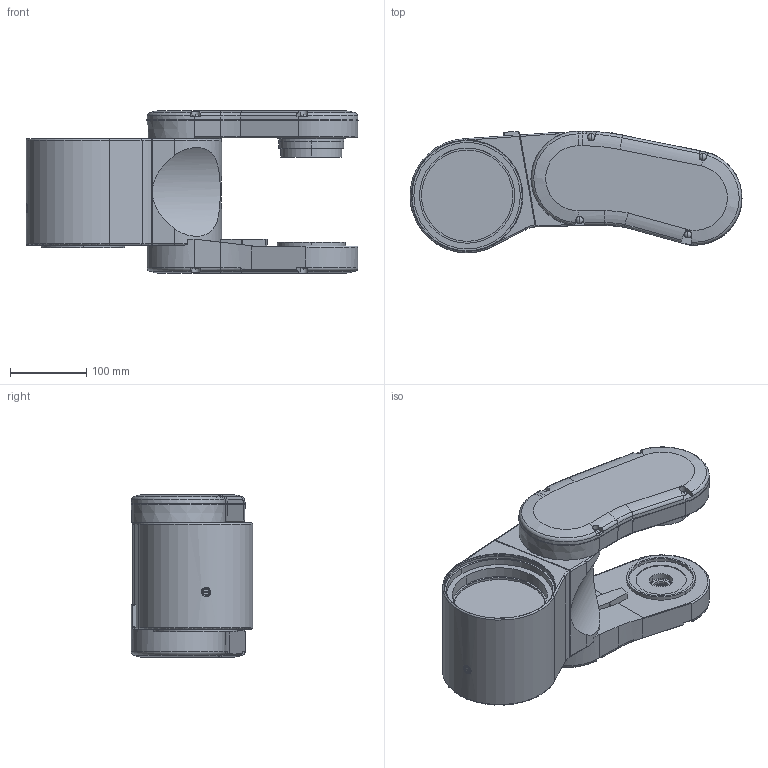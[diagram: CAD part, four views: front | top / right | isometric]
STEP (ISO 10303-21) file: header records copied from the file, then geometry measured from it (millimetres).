
FILE_DESCRIPTION((''),'2;1');
FILE_NAME('_C8-AXXXXX-700-S_ARM_2','2019-08-25T13:55:35',('arco0'),(''),'CREO PARAMETRIC BY PTC INC, 2018420','CREO PARAMETRIC BY PTC INC, 2018420','');
FILE_SCHEMA(('AUTOMOTIVE_DESIGN { 1 0 10303 214 1 1 1 1 }'));
Length unit declared in the file: millimetre
Products named in the file (1): _C8-AXXXXX-700-S_ARM_2
Bounding box: 436.44 x 159.8 x 214 mm (x, y, z)
Volume: 5693811.6 mm3; surface area: 365771 mm2
Topology: 1 solids, 1 shells, 346 faces, 885 edges, 558 vertices
Faces by surface type: plane 130, cylinder 114, cone 44, torus 38, sphere 16, bspline 4
Entity records: 13390 total; most frequent: CARTESIAN_POINT 2485, DIRECTION 1825, ORIENTED_EDGE 1722, EDGE_CURVE 861, AXIS2_PLACEMENT_3D 732, VERTEX_POINT 558, CIRCLE 390, EDGE_LOOP 387
